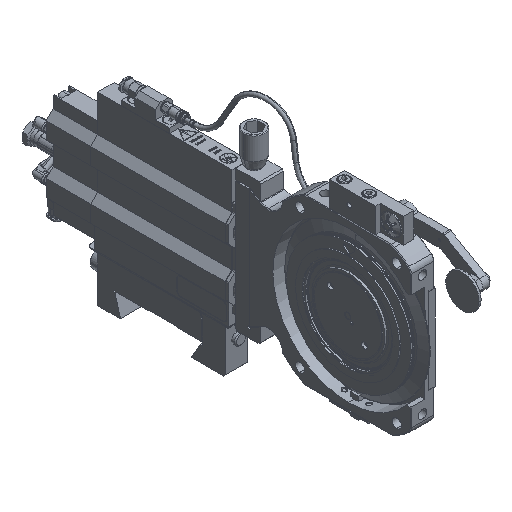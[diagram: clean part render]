
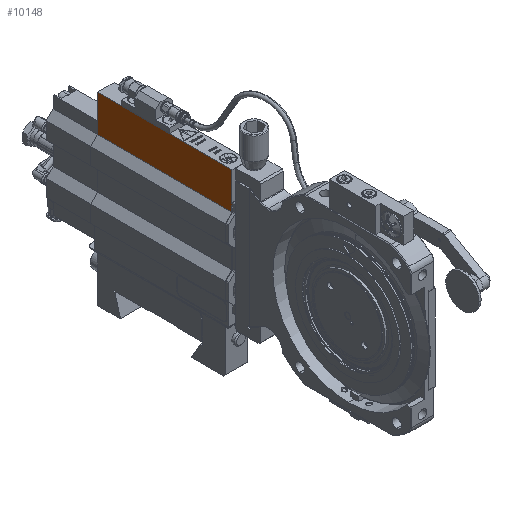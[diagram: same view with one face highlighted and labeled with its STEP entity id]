
A CAD part, isometric view. The second image highlights one B-rep face of the part: STEP entity #10148.
In plain terms, the highlighted planar face has unit normal (-1, 0, 0).
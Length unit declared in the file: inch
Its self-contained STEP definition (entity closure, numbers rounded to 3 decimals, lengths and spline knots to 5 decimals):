
#1839 = LINE ( 'NONE', #11038, #25423 ) ;
#1914 = CARTESIAN_POINT ( 'NONE',  ( -0.23622, 7.12757, 1.83265 ) ) ;
#2993 = ORIENTED_EDGE ( 'NONE', *, *, #31446, .F. ) ;
#4096 = ORIENTED_EDGE ( 'NONE', *, *, #62694, .T. ) ;
#7925 = DIRECTION ( 'NONE',  ( 0., 0., -1. ) ) ;
#10148 = ADVANCED_FACE ( 'NONE', ( #36607 ), #32140, .F. ) ;
#11038 = CARTESIAN_POINT ( 'NONE',  ( -0.23622, 3.30867, 0.78934 ) ) ;
#12184 = VERTEX_POINT ( 'NONE', #48042 ) ;
#12203 = CARTESIAN_POINT ( 'NONE',  ( -0.23622, 3.30867, 1.83265 ) ) ;
#13060 = VECTOR ( 'NONE', #41994, 39.37008 ) ;
#16672 = AXIS2_PLACEMENT_3D ( 'NONE', #26480, #56071, #7925 ) ;
#17063 = CARTESIAN_POINT ( 'NONE',  ( -0.23622, 3.30867, 0.78934 ) ) ;
#17081 = CARTESIAN_POINT ( 'NONE',  ( -0.23622, 3.30867, 1.83265 ) ) ;
#20038 = ORIENTED_EDGE ( 'NONE', *, *, #37113, .F. ) ;
#23061 = LINE ( 'NONE', #42480, #36653 ) ;
#24553 = VECTOR ( 'NONE', #26839, 39.37008 ) ;
#25423 = VECTOR ( 'NONE', #40446, 39.37008 ) ;
#26480 = CARTESIAN_POINT ( 'NONE',  ( -0.23622, 3.30867, 1.83265 ) ) ;
#26839 = DIRECTION ( 'NONE',  ( 0., 0., -1. ) ) ;
#26923 = VERTEX_POINT ( 'NONE', #12203 ) ;
#27782 = ORIENTED_EDGE ( 'NONE', *, *, #61058, .T. ) ;
#30025 = VERTEX_POINT ( 'NONE', #38965 ) ;
#31446 = EDGE_CURVE ( 'NONE', #57150, #30025, #1839, .T. ) ;
#32140 = PLANE ( 'NONE',  #16672 ) ;
#36607 = FACE_OUTER_BOUND ( 'NONE', #62293, .T. ) ;
#36653 = VECTOR ( 'NONE', #61939, 39.37008 ) ;
#37113 = EDGE_CURVE ( 'NONE', #26923, #57150, #23061, .T. ) ;
#38965 = CARTESIAN_POINT ( 'NONE',  ( -0.23622, 7.12757, 0.78934 ) ) ;
#40446 = DIRECTION ( 'NONE',  ( 0., 1., 0. ) ) ;
#41994 = DIRECTION ( 'NONE',  ( 0., 1., 0. ) ) ;
#42480 = CARTESIAN_POINT ( 'NONE',  ( -0.23622, 3.30867, 1.83265 ) ) ;
#48042 = CARTESIAN_POINT ( 'NONE',  ( -0.23622, 7.12757, 1.83265 ) ) ;
#56071 = DIRECTION ( 'NONE',  ( 1., 0., 0. ) ) ;
#56634 = LINE ( 'NONE', #17081, #13060 ) ;
#57150 = VERTEX_POINT ( 'NONE', #17063 ) ;
#60596 = LINE ( 'NONE', #1914, #24553 ) ;
#61058 = EDGE_CURVE ( 'NONE', #26923, #12184, #56634, .T. ) ;
#61939 = DIRECTION ( 'NONE',  ( 0., 0., -1. ) ) ;
#62293 = EDGE_LOOP ( 'NONE', ( #4096, #2993, #20038, #27782 ) ) ;
#62694 = EDGE_CURVE ( 'NONE', #12184, #30025, #60596, .T. ) ;
